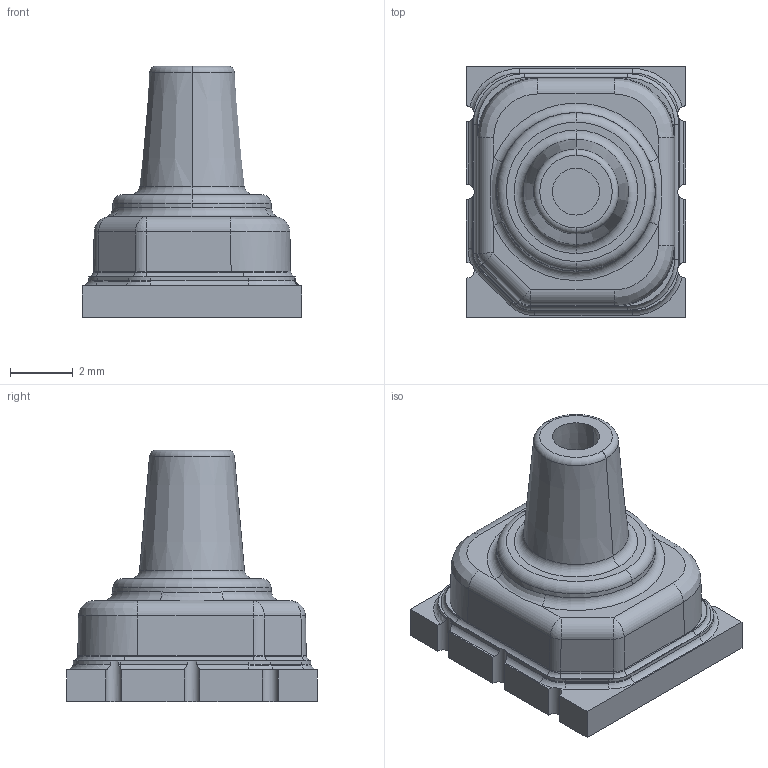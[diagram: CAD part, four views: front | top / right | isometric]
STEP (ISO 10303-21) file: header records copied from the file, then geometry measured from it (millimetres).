
FILE_DESCRIPTION((''),'2;1');
FILE_NAME('LEADLESS-LN_SW0001','2016-03-02T',('e206552'),(''),'PRO/ENGINEER BY PARAMETRIC TECHNOLOGY CORPORATION, 2014430','PRO/ENGINEER BY PARAMETRIC TECHNOLOGY CORPORATION, 2014430','');
FILE_SCHEMA(('CONFIG_CONTROL_DESIGN'));
Length unit declared in the file: millimetre
Products named in the file (1): LEADLESS-LN_SW0001
Bounding box: 7 x 8 x 8.03 mm (x, y, z)
Volume: 191.1 mm3; surface area: 243.8 mm2
Topology: 1 solids, 1 shells, 141 faces, 343 edges, 208 vertices
Faces by surface type: plane 62, cylinder 45, torus 21, cone 6, bspline 5, sphere 2
Entity records: 4976 total; most frequent: CARTESIAN_POINT 1615, DIRECTION 722, ORIENTED_EDGE 686, EDGE_CURVE 343, AXIS2_PLACEMENT_3D 276, VERTEX_POINT 208, VECTOR 170, LINE 170
